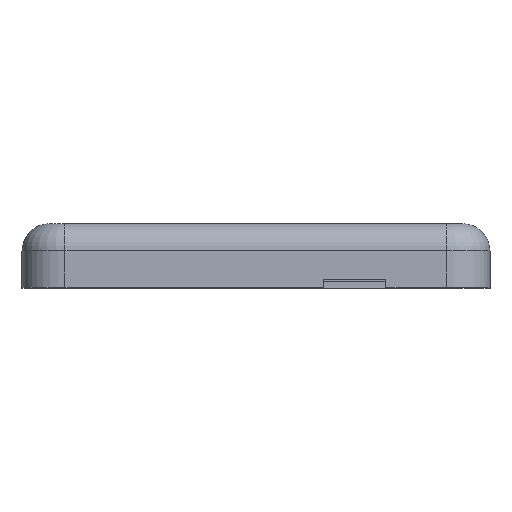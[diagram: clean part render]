
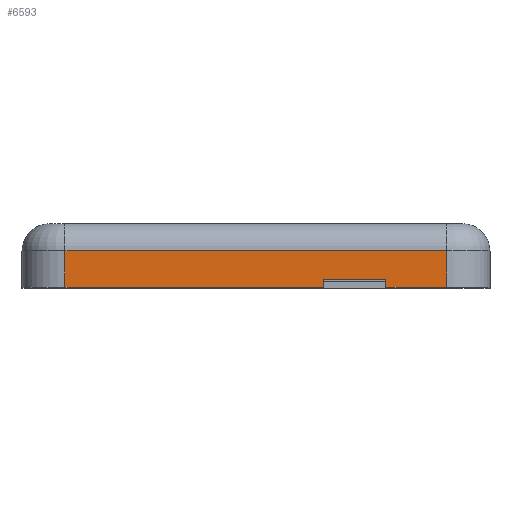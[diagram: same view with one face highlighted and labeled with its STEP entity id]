
A CAD part, top view. The second image highlights one B-rep face of the part: STEP entity #6593.
In plain terms, the highlighted planar face has unit normal (0, 0, 1).
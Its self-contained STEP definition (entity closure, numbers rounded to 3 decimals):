
#126=CARTESIAN_POINT('',(-5.775,4.1,82.));
#127=VERTEX_POINT('',#126);
#134=CARTESIAN_POINT('',(-5.775,3.31,82.));
#135=VERTEX_POINT('',#134);
#136=CARTESIAN_POINT('',(-5.775,3.31,82.));
#137=DIRECTION('',(0.,1.,0.));
#138=VECTOR('',#137,0.79);
#139=LINE('',#136,#138);
#140=EDGE_CURVE('',#135,#127,#139,.T.);
#242=CARTESIAN_POINT('',(-34.325,3.31,82.));
#243=VERTEX_POINT('',#242);
#244=CARTESIAN_POINT('',(-5.775,3.31,82.));
#245=DIRECTION('',(-1.,0.,0.));
#246=VECTOR('',#245,28.55);
#247=LINE('',#244,#246);
#248=EDGE_CURVE('',#135,#243,#247,.T.);
#318=CARTESIAN_POINT('',(7.825,3.31,82.));
#319=VERTEX_POINT('',#318);
#327=CARTESIAN_POINT('',(1.125,3.31,82.));
#328=VERTEX_POINT('',#327);
#329=CARTESIAN_POINT('',(7.825,3.31,82.));
#330=DIRECTION('',(-1.,0.,0.));
#331=VECTOR('',#330,6.7);
#332=LINE('',#329,#331);
#333=EDGE_CURVE('',#319,#328,#332,.T.);
#1196=CARTESIAN_POINT('',(1.125,4.1,82.));
#1197=VERTEX_POINT('',#1196);
#1198=CARTESIAN_POINT('',(1.125,4.1,82.));
#1199=DIRECTION('',(0.,-1.,0.));
#1200=VECTOR('',#1199,0.79);
#1201=LINE('',#1198,#1200);
#1202=EDGE_CURVE('',#1197,#328,#1201,.T.);
#6188=CARTESIAN_POINT('',(-5.775,4.1,82.));
#6189=DIRECTION('',(1.,0.,-0.));
#6190=VECTOR('',#6189,6.9);
#6191=LINE('',#6188,#6190);
#6192=EDGE_CURVE('',#127,#1197,#6191,.T.);
#6204=CARTESIAN_POINT('',(7.825,7.3,82.));
#6205=VERTEX_POINT('',#6204);
#6214=CARTESIAN_POINT('',(-34.325,7.3,82.));
#6215=VERTEX_POINT('',#6214);
#6223=CARTESIAN_POINT('',(7.825,7.3,82.));
#6224=DIRECTION('',(-1.,-0.,0.));
#6225=VECTOR('',#6224,42.15);
#6226=LINE('',#6223,#6225);
#6227=EDGE_CURVE('',#6205,#6215,#6226,.T.);
#6444=CARTESIAN_POINT('',(-34.325,7.3,82.));
#6445=DIRECTION('',(0.,-1.,0.));
#6446=VECTOR('',#6445,3.99);
#6447=LINE('',#6444,#6446);
#6448=EDGE_CURVE('',#6215,#243,#6447,.T.);
#6561=CARTESIAN_POINT('',(7.825,3.31,82.));
#6562=DIRECTION('',(0.,1.,0.));
#6563=VECTOR('',#6562,3.99);
#6564=LINE('',#6561,#6563);
#6565=EDGE_CURVE('',#319,#6205,#6564,.T.);
#6578=CARTESIAN_POINT('',(12.425,-5.45,82.));
#6579=DIRECTION('',(0.,0.,-1.));
#6580=DIRECTION('',(-1.,0.,0.));
#6581=AXIS2_PLACEMENT_3D('',#6578,#6579,#6580);
#6582=PLANE('',#6581);
#6583=ORIENTED_EDGE('',*,*,#333,.F.);
#6584=ORIENTED_EDGE('',*,*,#6565,.T.);
#6585=ORIENTED_EDGE('',*,*,#6227,.T.);
#6586=ORIENTED_EDGE('',*,*,#6448,.T.);
#6587=ORIENTED_EDGE('',*,*,#248,.F.);
#6588=ORIENTED_EDGE('',*,*,#140,.T.);
#6589=ORIENTED_EDGE('',*,*,#6192,.T.);
#6590=ORIENTED_EDGE('',*,*,#1202,.T.);
#6591=EDGE_LOOP('',(#6583,#6584,#6585,#6586,#6587,#6588,#6589,#6590));
#6592=FACE_BOUND('',#6591,.T.);
#6593=ADVANCED_FACE('',(#6592),#6582,.F.);
